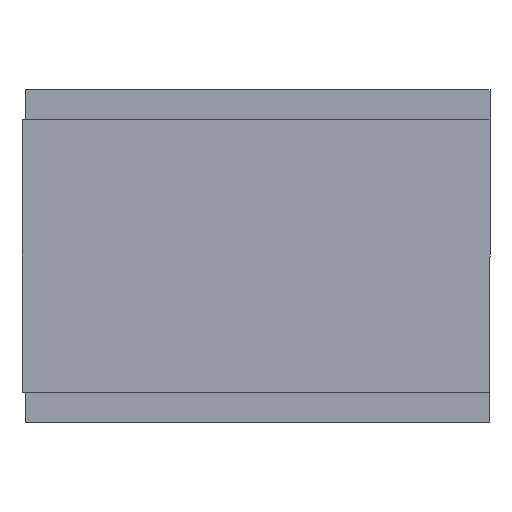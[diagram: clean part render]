
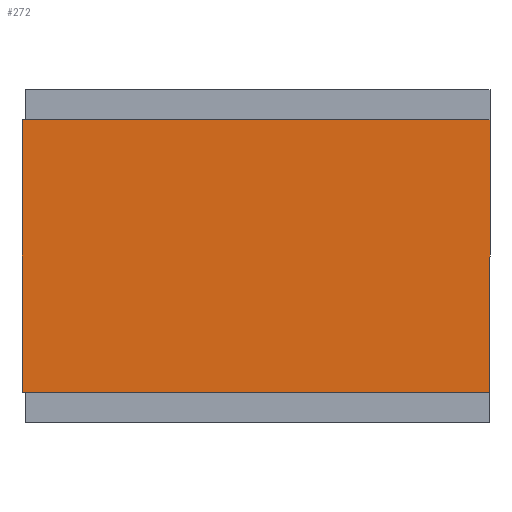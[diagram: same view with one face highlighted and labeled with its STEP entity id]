
A CAD part, left-side view. The second image highlights one B-rep face of the part: STEP entity #272.
In plain terms, the highlighted face is planar.
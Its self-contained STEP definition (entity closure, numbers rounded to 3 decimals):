
#31=PLANE('',#295);
#45=FACE_OUTER_BOUND('',#59,.T.);
#59=EDGE_LOOP('',(#254,#255,#256,#257));
#63=LINE('',#392,#93);
#71=LINE('',#412,#101);
#75=LINE('',#419,#105);
#86=LINE('',#441,#116);
#93=VECTOR('',#314,10.);
#101=VECTOR('',#332,10.);
#105=VECTOR('',#338,10.);
#116=VECTOR('',#361,10.);
#133=VERTEX_POINT('',#389);
#134=VERTEX_POINT('',#391);
#141=VERTEX_POINT('',#411);
#143=VERTEX_POINT('',#417);
#157=EDGE_CURVE('',#134,#133,#63,.T.);
#167=EDGE_CURVE('',#141,#134,#71,.T.);
#171=EDGE_CURVE('',#133,#143,#75,.T.);
#182=EDGE_CURVE('',#143,#141,#86,.T.);
#254=ORIENTED_EDGE('',*,*,#157,.T.);
#255=ORIENTED_EDGE('',*,*,#171,.T.);
#256=ORIENTED_EDGE('',*,*,#182,.T.);
#257=ORIENTED_EDGE('',*,*,#167,.T.);
#272=ADVANCED_FACE('',(#45),#31,.F.);
#295=AXIS2_PLACEMENT_3D('',#448,#369,#370);
#314=DIRECTION('',(1.,0.,0.));
#332=DIRECTION('',(0.,0.,-1.));
#338=DIRECTION('',(0.,0.,1.));
#361=DIRECTION('',(-1.,0.,0.));
#369=DIRECTION('center_axis',(0.,1.,0.));
#370=DIRECTION('ref_axis',(1.,0.,0.));
#389=CARTESIAN_POINT('',(4.52,0.,-7.775));
#391=CARTESIAN_POINT('',(-4.52,0.,-7.775));
#392=CARTESIAN_POINT('',(-4.52,0.,-7.775));
#411=CARTESIAN_POINT('',(-4.52,0.,7.775));
#412=CARTESIAN_POINT('',(-4.52,0.,7.775));
#417=CARTESIAN_POINT('',(4.52,0.,7.775));
#419=CARTESIAN_POINT('',(4.52,0.,-7.775));
#441=CARTESIAN_POINT('',(4.52,0.,7.775));
#448=CARTESIAN_POINT('Origin',(0.,0.,0.));
